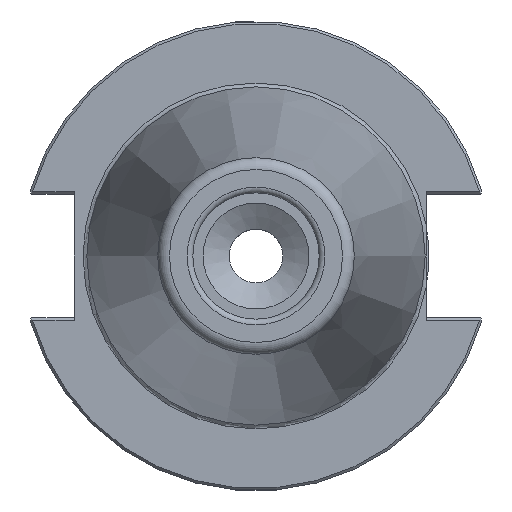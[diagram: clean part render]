
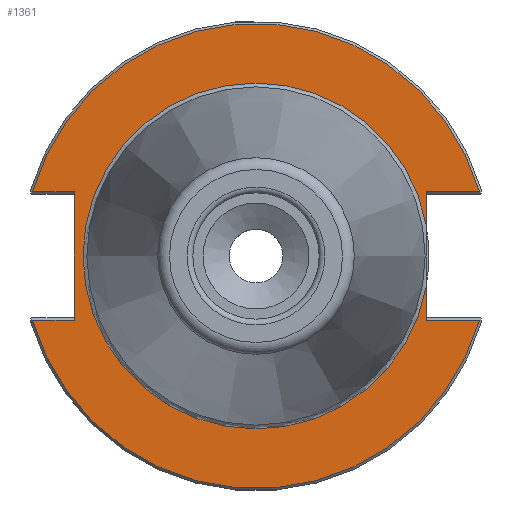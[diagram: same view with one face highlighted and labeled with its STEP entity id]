
A CAD part, left-side view. The second image highlights one B-rep face of the part: STEP entity #1361.
In plain terms, the highlighted planar face has unit normal (-1, 0, 0).
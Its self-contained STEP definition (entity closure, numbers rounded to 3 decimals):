
#76=PLANE('',#1478);
#120=CIRCLE('',#1476,48.249);
#122=CIRCLE('',#1479,35.899);
#123=CIRCLE('',#1480,35.899);
#124=CIRCLE('',#1481,48.249);
#226=FACE_OUTER_BOUND('',#298,.T.);
#298=EDGE_LOOP('',(#1010,#1011,#1012,#1013,#1014,#1015,#1016,#1017,#1018,
#1019,#1020));
#387=LINE('',#2278,#463);
#390=LINE('',#2337,#466);
#391=LINE('',#2343,#467);
#392=LINE('',#2345,#468);
#393=LINE('',#2349,#469);
#394=LINE('',#2351,#470);
#395=LINE('',#2352,#471);
#463=VECTOR('',#1710,10.);
#466=VECTOR('',#1729,10.);
#467=VECTOR('',#1734,10.);
#468=VECTOR('',#1735,10.);
#469=VECTOR('',#1738,10.);
#470=VECTOR('',#1739,10.);
#471=VECTOR('',#1740,10.);
#579=VERTEX_POINT('',#2275);
#580=VERTEX_POINT('',#2277);
#588=VERTEX_POINT('',#2324);
#591=VERTEX_POINT('',#2336);
#592=VERTEX_POINT('',#2338);
#593=VERTEX_POINT('',#2340);
#594=VERTEX_POINT('',#2342);
#595=VERTEX_POINT('',#2344);
#596=VERTEX_POINT('',#2346);
#597=VERTEX_POINT('',#2348);
#598=VERTEX_POINT('',#2350);
#744=EDGE_CURVE('',#579,#580,#387,.T.);
#756=EDGE_CURVE('',#580,#588,#120,.T.);
#760=EDGE_CURVE('',#579,#591,#390,.T.);
#761=EDGE_CURVE('',#591,#592,#122,.T.);
#762=EDGE_CURVE('',#592,#593,#123,.T.);
#763=EDGE_CURVE('',#593,#594,#391,.T.);
#764=EDGE_CURVE('',#595,#594,#392,.T.);
#765=EDGE_CURVE('',#596,#595,#124,.T.);
#766=EDGE_CURVE('',#597,#596,#393,.T.);
#767=EDGE_CURVE('',#597,#598,#394,.T.);
#768=EDGE_CURVE('',#588,#598,#395,.T.);
#1010=ORIENTED_EDGE('',*,*,#744,.F.);
#1011=ORIENTED_EDGE('',*,*,#760,.T.);
#1012=ORIENTED_EDGE('',*,*,#761,.T.);
#1013=ORIENTED_EDGE('',*,*,#762,.T.);
#1014=ORIENTED_EDGE('',*,*,#763,.T.);
#1015=ORIENTED_EDGE('',*,*,#764,.F.);
#1016=ORIENTED_EDGE('',*,*,#765,.F.);
#1017=ORIENTED_EDGE('',*,*,#766,.F.);
#1018=ORIENTED_EDGE('',*,*,#767,.T.);
#1019=ORIENTED_EDGE('',*,*,#768,.F.);
#1020=ORIENTED_EDGE('',*,*,#756,.F.);
#1361=ADVANCED_FACE('',(#226),#76,.T.);
#1476=AXIS2_PLACEMENT_3D('',#2325,#1723,#1724);
#1478=AXIS2_PLACEMENT_3D('',#2335,#1727,#1728);
#1479=AXIS2_PLACEMENT_3D('',#2339,#1730,#1731);
#1480=AXIS2_PLACEMENT_3D('',#2341,#1732,#1733);
#1481=AXIS2_PLACEMENT_3D('',#2347,#1736,#1737);
#1710=DIRECTION('',(0.,-1.,0.));
#1723=DIRECTION('center_axis',(1.,0.,0.));
#1724=DIRECTION('ref_axis',(0.,0.,-1.));
#1727=DIRECTION('center_axis',(-1.,0.,0.));
#1728=DIRECTION('ref_axis',(0.,0.,1.));
#1729=DIRECTION('',(0.,0.,1.));
#1730=DIRECTION('center_axis',(1.,0.,0.));
#1731=DIRECTION('ref_axis',(0.,0.,-1.));
#1732=DIRECTION('center_axis',(1.,0.,0.));
#1733=DIRECTION('ref_axis',(0.,0.,-1.));
#1734=DIRECTION('',(0.,0.,1.));
#1735=DIRECTION('',(0.,1.,0.));
#1736=DIRECTION('center_axis',(1.,0.,0.));
#1737=DIRECTION('ref_axis',(0.,0.,-1.));
#1738=DIRECTION('',(0.,1.,0.));
#1739=DIRECTION('',(0.,0.,-1.));
#1740=DIRECTION('',(0.,-1.,0.));
#2275=CARTESIAN_POINT('',(3.175,-35.3,-13.325));
#2277=CARTESIAN_POINT('',(3.175,-46.373,-13.325));
#2278=CARTESIAN_POINT('',(3.175,-13.707,-13.325));
#2324=CARTESIAN_POINT('',(3.175,46.373,-13.325));
#2325=CARTESIAN_POINT('Origin',(3.175,0.,0.));
#2335=CARTESIAN_POINT('Origin',(3.175,48.249,0.));
#2336=CARTESIAN_POINT('',(3.175,-35.3,-6.533));
#2337=CARTESIAN_POINT('',(3.175,-35.3,-6.413));
#2338=CARTESIAN_POINT('',(3.175,0.,35.899));
#2339=CARTESIAN_POINT('Origin',(3.175,0.,0.));
#2340=CARTESIAN_POINT('',(3.175,-35.3,6.533));
#2341=CARTESIAN_POINT('Origin',(3.175,0.,0.));
#2342=CARTESIAN_POINT('',(3.175,-35.3,13.325));
#2343=CARTESIAN_POINT('',(3.175,-35.3,-6.413));
#2344=CARTESIAN_POINT('',(3.175,-46.373,13.325));
#2345=CARTESIAN_POINT('',(3.175,6.475,13.325));
#2346=CARTESIAN_POINT('',(3.175,46.373,13.325));
#2347=CARTESIAN_POINT('Origin',(3.175,0.,0.));
#2348=CARTESIAN_POINT('',(3.175,37.7,13.325));
#2349=CARTESIAN_POINT('',(3.175,61.395,13.325));
#2350=CARTESIAN_POINT('',(3.175,37.7,-13.325));
#2351=CARTESIAN_POINT('',(3.175,37.7,6.413));
#2352=CARTESIAN_POINT('',(3.175,42.975,-13.325));
